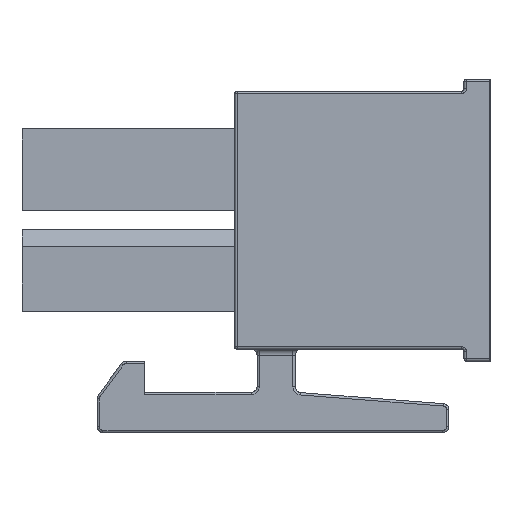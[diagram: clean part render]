
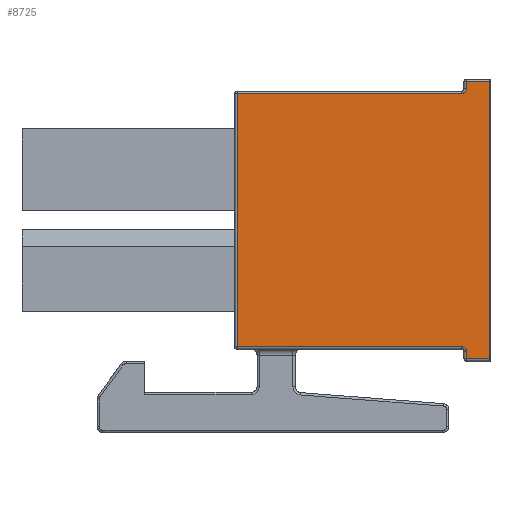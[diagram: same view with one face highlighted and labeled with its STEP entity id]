
A CAD part, left-side view. The second image highlights one B-rep face of the part: STEP entity #8725.
In plain terms, the highlighted planar face has unit normal (-1, 0, 0).
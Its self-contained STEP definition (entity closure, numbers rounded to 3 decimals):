
#408=DIRECTION('',(0.,0.,1.));
#409=VECTOR('',#408,11.6);
#410=CARTESIAN_POINT('',(-26.,0.,-5.8));
#411=LINE('',#410,#409);
#1700=DIRECTION('',(0.,-1.,0.));
#1701=VECTOR('',#1700,9.4);
#1702=CARTESIAN_POINT('',(-26.,10.59,-5.3));
#1703=LINE('',#1702,#1701);
#1704=DIRECTION('',(0.,0.,1.));
#1705=VECTOR('',#1704,10.6);
#1706=CARTESIAN_POINT('',(-26.,10.59,-5.3));
#1707=LINE('',#1706,#1705);
#1708=DIRECTION('',(0.,-1.,0.));
#1709=VECTOR('',#1708,9.4);
#1710=CARTESIAN_POINT('',(-26.,10.59,5.3));
#1711=LINE('',#1710,#1709);
#1712=CARTESIAN_POINT('',(-26.,1.19,5.5));
#1713=DIRECTION('',(1.,0.,0.));
#1714=DIRECTION('',(0.,-1.,0.));
#1715=AXIS2_PLACEMENT_3D('',#1712,#1713,#1714);
#1717=DIRECTION('',(0.,0.,1.));
#1718=VECTOR('',#1717,0.3);
#1719=CARTESIAN_POINT('',(-26.,0.99,5.5));
#1720=LINE('',#1719,#1718);
#1721=DIRECTION('',(0.,-1.,0.));
#1722=VECTOR('',#1721,0.99);
#1723=CARTESIAN_POINT('',(-26.,0.99,5.8));
#1724=LINE('',#1723,#1722);
#1725=DIRECTION('',(0.,-1.,0.));
#1726=VECTOR('',#1725,0.99);
#1727=CARTESIAN_POINT('',(-26.,0.99,-5.8));
#1728=LINE('',#1727,#1726);
#1729=DIRECTION('',(0.,0.,1.));
#1730=VECTOR('',#1729,0.3);
#1731=CARTESIAN_POINT('',(-26.,0.99,-5.8));
#1732=LINE('',#1731,#1730);
#1733=CARTESIAN_POINT('',(-26.,1.19,-5.5));
#1734=DIRECTION('',(1.,0.,0.));
#1735=DIRECTION('',(0.,0.,1.));
#1736=AXIS2_PLACEMENT_3D('',#1733,#1734,#1735);
#5428=CARTESIAN_POINT('',(-26.,10.59,-5.3));
#5429=CARTESIAN_POINT('',(-26.,1.19,-5.3));
#5430=VERTEX_POINT('',#5428);
#5431=VERTEX_POINT('',#5429);
#5456=CARTESIAN_POINT('',(-26.,10.59,5.3));
#5457=CARTESIAN_POINT('',(-26.,1.19,5.3));
#5458=VERTEX_POINT('',#5456);
#5459=VERTEX_POINT('',#5457);
#5502=CARTESIAN_POINT('',(-26.,0.99,-5.8));
#5503=CARTESIAN_POINT('',(-26.,0.99,-5.5));
#5504=VERTEX_POINT('',#5502);
#5505=VERTEX_POINT('',#5503);
#5506=CARTESIAN_POINT('',(-26.,0.,-5.8));
#5508=VERTEX_POINT('',#5506);
#5540=CARTESIAN_POINT('',(-26.,0.,5.8));
#5541=VERTEX_POINT('',#5540);
#5544=CARTESIAN_POINT('',(-26.,0.99,5.5));
#5545=CARTESIAN_POINT('',(-26.,0.99,5.8));
#5546=VERTEX_POINT('',#5544);
#5547=VERTEX_POINT('',#5545);
#8701=CARTESIAN_POINT('',(-26.,0.,-5.9));
#8702=DIRECTION('',(-1.,0.,0.));
#8703=DIRECTION('',(0.,0.,1.));
#8704=AXIS2_PLACEMENT_3D('',#8701,#8702,#8703);
#8705=PLANE('',#8704);
#8706=ORIENTED_EDGE('',*,*,#8655,.F.);
#8707=ORIENTED_EDGE('',*,*,#8692,.T.);
#8709=ORIENTED_EDGE('',*,*,#8708,.T.);
#8711=ORIENTED_EDGE('',*,*,#8710,.F.);
#8713=ORIENTED_EDGE('',*,*,#8712,.T.);
#8715=ORIENTED_EDGE('',*,*,#8714,.T.);
#8716=ORIENTED_EDGE('',*,*,#6889,.F.);
#8718=ORIENTED_EDGE('',*,*,#8717,.F.);
#8720=ORIENTED_EDGE('',*,*,#8719,.T.);
#8722=ORIENTED_EDGE('',*,*,#8721,.F.);
#8723=EDGE_LOOP('',(#8706,#8707,#8709,#8711,#8713,#8715,#8716,#8718,#8720,
#8722));
#8724=FACE_OUTER_BOUND('',#8723,.F.);
#8725=ADVANCED_FACE('',(#8724),#8705,.T.);
#1716=CIRCLE('',#1715,0.2);
#1737=CIRCLE('',#1736,0.2);
#6889=EDGE_CURVE('',#5508,#5541,#411,.T.);
#8655=EDGE_CURVE('',#5430,#5431,#1703,.T.);
#8692=EDGE_CURVE('',#5430,#5458,#1707,.T.);
#8708=EDGE_CURVE('',#5458,#5459,#1711,.T.);
#8710=EDGE_CURVE('',#5546,#5459,#1716,.T.);
#8712=EDGE_CURVE('',#5546,#5547,#1720,.T.);
#8714=EDGE_CURVE('',#5547,#5541,#1724,.T.);
#8717=EDGE_CURVE('',#5504,#5508,#1728,.T.);
#8719=EDGE_CURVE('',#5504,#5505,#1732,.T.);
#8721=EDGE_CURVE('',#5431,#5505,#1737,.T.);
